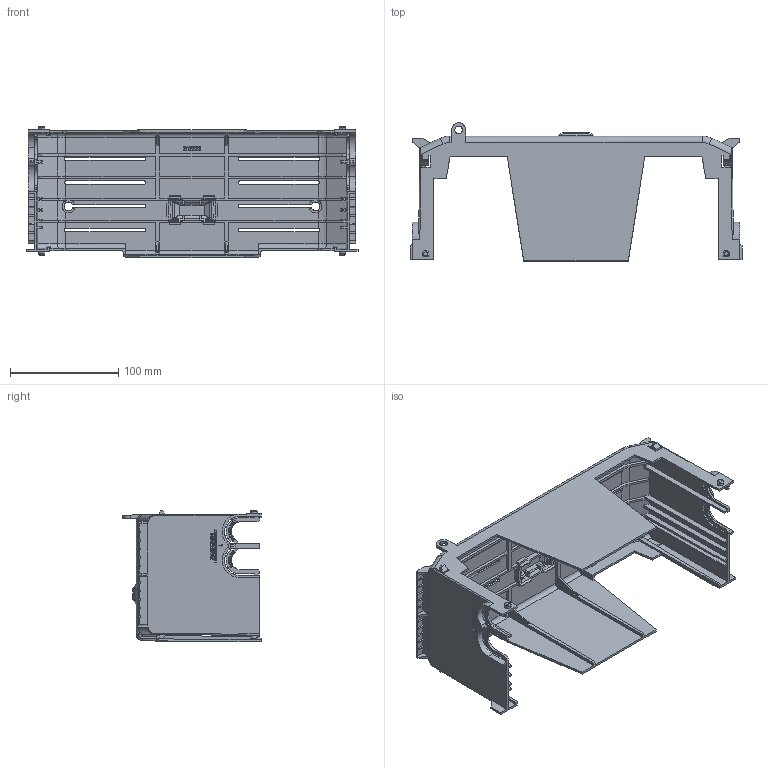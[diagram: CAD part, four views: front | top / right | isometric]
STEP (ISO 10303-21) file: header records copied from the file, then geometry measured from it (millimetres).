
FILE_DESCRIPTION (( 'STEP AP214' ), '1' );
FILE_NAME ('CVRI-RH-25600-3.step', '2018-05-09T19:26:45', ( '' ), ( '' ), 'SwSTEP 2.0', 'SolidWorks 2017', '' );
FILE_SCHEMA (( 'AUTOMOTIVE_DESIGN' ));
Length unit declared in the file: inch
Products named in the file (1): CVRI-RH-25600-3
Bounding box: 306.74 x 127.67 x 121.82 mm (x, y, z)
Volume: 211903.2 mm3; surface area: 215126.6 mm2
Topology: 1 solids, 1 shells, 2344 faces, 6454 edges, 4244 vertices
Faces by surface type: plane 1576, bspline 566, cylinder 119, cone 83
Entity records: 104844 total; most frequent: CARTESIAN_POINT 50365, ORIENTED_EDGE 12904, DIRECTION 8417, EDGE_CURVE 6452, VECTOR 4499, LINE 4499, VERTEX_POINT 4244, EDGE_LOOP 2520
